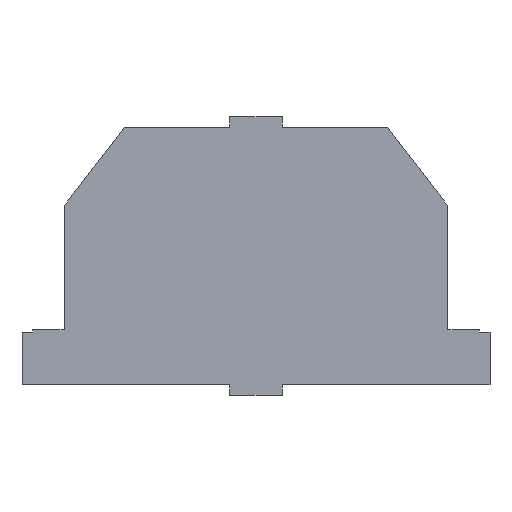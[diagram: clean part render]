
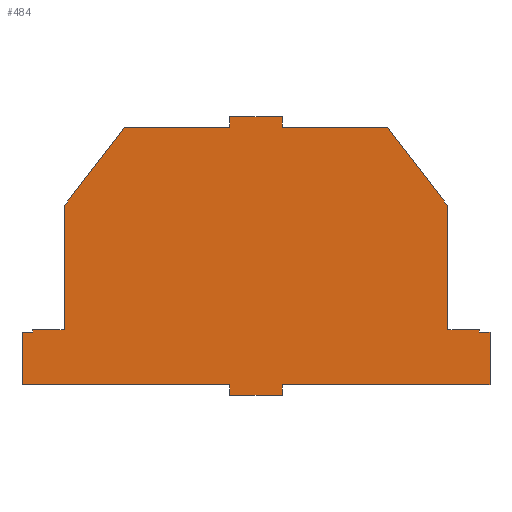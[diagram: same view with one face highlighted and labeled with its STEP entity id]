
A CAD part, front view. The second image highlights one B-rep face of the part: STEP entity #484.
In plain terms, the highlighted planar face has unit normal (0, -1, 0).
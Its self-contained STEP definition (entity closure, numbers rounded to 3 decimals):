
#38=FACE_OUTER_BOUND('',#62,.T.);
#62=EDGE_LOOP('',(#415,#416,#417,#418,#419,#420,#421,#422,#423,#424,#425,
#426,#427,#428,#429,#430,#431,#432,#433,#434,#435,#436));
#63=LINE('',#631,#129);
#67=LINE('',#639,#133);
#70=LINE('',#645,#136);
#73=LINE('',#651,#139);
#76=LINE('',#657,#142);
#79=LINE('',#663,#145);
#82=LINE('',#669,#148);
#85=LINE('',#675,#151);
#88=LINE('',#681,#154);
#91=LINE('',#687,#157);
#94=LINE('',#693,#160);
#97=LINE('',#699,#163);
#100=LINE('',#705,#166);
#103=LINE('',#711,#169);
#106=LINE('',#717,#172);
#109=LINE('',#723,#175);
#112=LINE('',#729,#178);
#115=LINE('',#735,#181);
#118=LINE('',#741,#184);
#121=LINE('',#747,#187);
#124=LINE('',#753,#190);
#127=LINE('',#758,#193);
#129=VECTOR('',#515,10.);
#133=VECTOR('',#521,10.);
#136=VECTOR('',#526,10.);
#139=VECTOR('',#531,10.);
#142=VECTOR('',#536,10.);
#145=VECTOR('',#541,10.);
#148=VECTOR('',#546,10.);
#151=VECTOR('',#551,10.);
#154=VECTOR('',#556,10.);
#157=VECTOR('',#561,10.);
#160=VECTOR('',#566,10.);
#163=VECTOR('',#571,10.);
#166=VECTOR('',#576,10.);
#169=VECTOR('',#581,10.);
#172=VECTOR('',#586,10.);
#175=VECTOR('',#591,10.);
#178=VECTOR('',#596,10.);
#181=VECTOR('',#601,10.);
#184=VECTOR('',#606,10.);
#187=VECTOR('',#611,10.);
#190=VECTOR('',#616,10.);
#193=VECTOR('',#621,10.);
#195=VERTEX_POINT('',#629);
#196=VERTEX_POINT('',#630);
#199=VERTEX_POINT('',#638);
#201=VERTEX_POINT('',#644);
#203=VERTEX_POINT('',#650);
#205=VERTEX_POINT('',#656);
#207=VERTEX_POINT('',#662);
#209=VERTEX_POINT('',#668);
#211=VERTEX_POINT('',#674);
#213=VERTEX_POINT('',#680);
#215=VERTEX_POINT('',#686);
#217=VERTEX_POINT('',#692);
#219=VERTEX_POINT('',#698);
#221=VERTEX_POINT('',#704);
#223=VERTEX_POINT('',#710);
#225=VERTEX_POINT('',#716);
#227=VERTEX_POINT('',#722);
#229=VERTEX_POINT('',#728);
#231=VERTEX_POINT('',#734);
#233=VERTEX_POINT('',#740);
#235=VERTEX_POINT('',#746);
#237=VERTEX_POINT('',#752);
#239=EDGE_CURVE('',#195,#196,#63,.T.);
#243=EDGE_CURVE('',#196,#199,#67,.T.);
#246=EDGE_CURVE('',#199,#201,#70,.T.);
#249=EDGE_CURVE('',#201,#203,#73,.T.);
#252=EDGE_CURVE('',#203,#205,#76,.T.);
#255=EDGE_CURVE('',#205,#207,#79,.T.);
#258=EDGE_CURVE('',#207,#209,#82,.T.);
#261=EDGE_CURVE('',#209,#211,#85,.T.);
#264=EDGE_CURVE('',#211,#213,#88,.T.);
#267=EDGE_CURVE('',#213,#215,#91,.T.);
#270=EDGE_CURVE('',#217,#215,#94,.T.);
#273=EDGE_CURVE('',#217,#219,#97,.T.);
#276=EDGE_CURVE('',#219,#221,#100,.T.);
#279=EDGE_CURVE('',#221,#223,#103,.T.);
#282=EDGE_CURVE('',#223,#225,#106,.T.);
#285=EDGE_CURVE('',#225,#227,#109,.T.);
#288=EDGE_CURVE('',#227,#229,#112,.T.);
#291=EDGE_CURVE('',#229,#231,#115,.T.);
#294=EDGE_CURVE('',#231,#233,#118,.T.);
#297=EDGE_CURVE('',#233,#235,#121,.T.);
#300=EDGE_CURVE('',#235,#237,#124,.T.);
#303=EDGE_CURVE('',#195,#237,#127,.T.);
#415=ORIENTED_EDGE('',*,*,#303,.F.);
#416=ORIENTED_EDGE('',*,*,#239,.T.);
#417=ORIENTED_EDGE('',*,*,#243,.T.);
#418=ORIENTED_EDGE('',*,*,#246,.T.);
#419=ORIENTED_EDGE('',*,*,#249,.T.);
#420=ORIENTED_EDGE('',*,*,#252,.T.);
#421=ORIENTED_EDGE('',*,*,#255,.T.);
#422=ORIENTED_EDGE('',*,*,#258,.T.);
#423=ORIENTED_EDGE('',*,*,#261,.T.);
#424=ORIENTED_EDGE('',*,*,#264,.T.);
#425=ORIENTED_EDGE('',*,*,#267,.T.);
#426=ORIENTED_EDGE('',*,*,#270,.F.);
#427=ORIENTED_EDGE('',*,*,#273,.T.);
#428=ORIENTED_EDGE('',*,*,#276,.T.);
#429=ORIENTED_EDGE('',*,*,#279,.T.);
#430=ORIENTED_EDGE('',*,*,#282,.T.);
#431=ORIENTED_EDGE('',*,*,#285,.T.);
#432=ORIENTED_EDGE('',*,*,#288,.T.);
#433=ORIENTED_EDGE('',*,*,#291,.T.);
#434=ORIENTED_EDGE('',*,*,#294,.T.);
#435=ORIENTED_EDGE('',*,*,#297,.T.);
#436=ORIENTED_EDGE('',*,*,#300,.T.);
#460=PLANE('',#510);
#484=ADVANCED_FACE('',(#38),#460,.F.);
#510=AXIS2_PLACEMENT_3D('',#761,#625,#626);
#515=DIRECTION('',(0.,0.,1.));
#521=DIRECTION('',(-0.608,0.,0.794));
#526=DIRECTION('',(-1.,0.,0.));
#531=DIRECTION('',(0.,0.,1.));
#536=DIRECTION('',(-1.,0.,0.));
#541=DIRECTION('',(0.,0.,-1.));
#546=DIRECTION('',(-1.,0.,0.));
#551=DIRECTION('',(-0.608,0.,-0.794));
#556=DIRECTION('',(0.,0.,-1.));
#561=DIRECTION('',(-1.,0.,0.));
#566=DIRECTION('',(0.,0.,1.));
#571=DIRECTION('',(-1.,0.,0.));
#576=DIRECTION('',(0.,0.,-1.));
#581=DIRECTION('',(1.,0.,0.));
#586=DIRECTION('',(0.,0.,-1.));
#591=DIRECTION('',(1.,0.,0.));
#596=DIRECTION('',(0.,0.,1.));
#601=DIRECTION('',(1.,0.,0.));
#606=DIRECTION('',(0.,0.,1.));
#611=DIRECTION('',(-1.,0.,0.));
#616=DIRECTION('',(0.,0.,1.));
#621=DIRECTION('',(1.,0.,0.));
#625=DIRECTION('center_axis',(0.,1.,0.));
#626=DIRECTION('ref_axis',(1.,0.,0.));
#629=CARTESIAN_POINT('',(73.,31.8,21.));
#630=CARTESIAN_POINT('',(73.,31.8,68.));
#631=CARTESIAN_POINT('',(73.,31.8,21.));
#638=CARTESIAN_POINT('',(50.,31.8,98.));
#639=CARTESIAN_POINT('',(73.,31.8,68.));
#644=CARTESIAN_POINT('',(10.,31.8,98.));
#645=CARTESIAN_POINT('',(50.,31.8,98.));
#650=CARTESIAN_POINT('',(10.,31.8,102.));
#651=CARTESIAN_POINT('',(10.,31.8,98.));
#656=CARTESIAN_POINT('',(-10.,31.8,102.));
#657=CARTESIAN_POINT('',(10.,31.8,102.));
#662=CARTESIAN_POINT('',(-10.,31.8,98.));
#663=CARTESIAN_POINT('',(-10.,31.8,102.));
#668=CARTESIAN_POINT('',(-50.,31.8,98.));
#669=CARTESIAN_POINT('',(-10.,31.8,98.));
#674=CARTESIAN_POINT('',(-73.,31.8,68.));
#675=CARTESIAN_POINT('',(-50.,31.8,98.));
#680=CARTESIAN_POINT('',(-73.,31.8,21.));
#681=CARTESIAN_POINT('',(-73.,31.8,68.));
#686=CARTESIAN_POINT('',(-85.,31.8,21.));
#687=CARTESIAN_POINT('',(-73.,31.8,21.));
#692=CARTESIAN_POINT('',(-85.,31.8,20.));
#693=CARTESIAN_POINT('',(-85.,31.8,20.));
#698=CARTESIAN_POINT('',(-89.,31.8,20.));
#699=CARTESIAN_POINT('',(-85.,31.8,20.));
#704=CARTESIAN_POINT('',(-89.,31.8,0.));
#705=CARTESIAN_POINT('',(-89.,31.8,20.));
#710=CARTESIAN_POINT('',(-10.,31.8,0.));
#711=CARTESIAN_POINT('',(-89.,31.8,0.));
#716=CARTESIAN_POINT('',(-10.,31.8,-4.));
#717=CARTESIAN_POINT('',(-10.,31.8,0.));
#722=CARTESIAN_POINT('',(10.,31.8,-4.));
#723=CARTESIAN_POINT('',(-10.,31.8,-4.));
#728=CARTESIAN_POINT('',(10.,31.8,0.));
#729=CARTESIAN_POINT('',(10.,31.8,-4.));
#734=CARTESIAN_POINT('',(89.,31.8,0.));
#735=CARTESIAN_POINT('',(10.,31.8,0.));
#740=CARTESIAN_POINT('',(89.,31.8,20.));
#741=CARTESIAN_POINT('',(89.,31.8,0.));
#746=CARTESIAN_POINT('',(85.,31.8,20.));
#747=CARTESIAN_POINT('',(89.,31.8,20.));
#752=CARTESIAN_POINT('',(85.,31.8,21.));
#753=CARTESIAN_POINT('',(85.,31.8,20.));
#758=CARTESIAN_POINT('',(73.,31.8,21.));
#761=CARTESIAN_POINT('Origin',(0.,31.8,49.));
